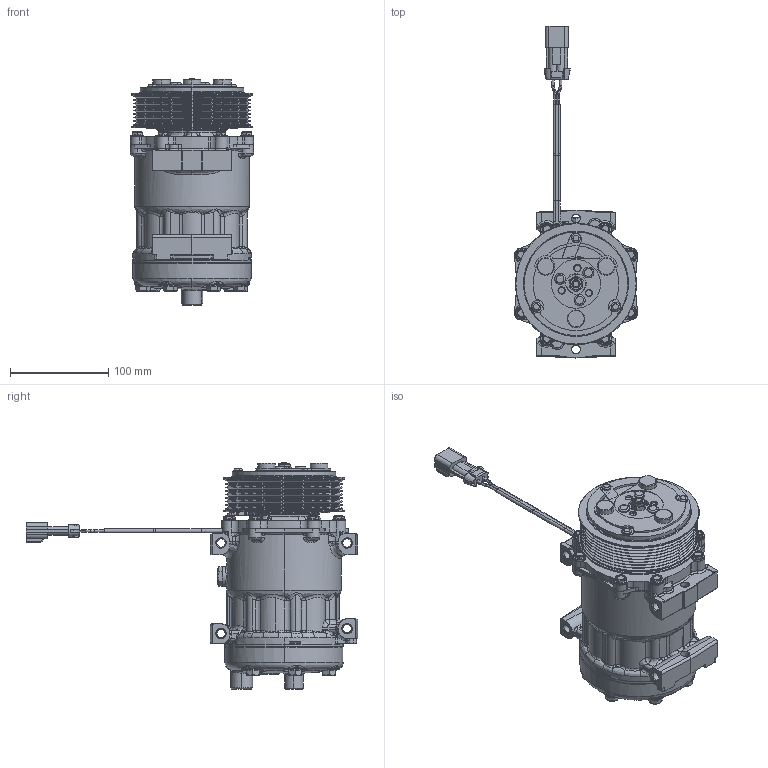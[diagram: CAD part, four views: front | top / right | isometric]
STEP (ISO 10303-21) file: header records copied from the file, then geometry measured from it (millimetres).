
FILE_DESCRIPTION (( 'STEP AP203' ), '1' );
FILE_NAME ('4404.STEP', '2009-01-12T21:39:58', ( '' ), ( '' ), 'SwSTEP 2.0', 'SolidWorks 2007', '' );
FILE_SCHEMA (( 'CONFIG_CONTROL_DESIGN' ));
Length unit declared in the file: millimetre
Products named in the file (1): 4404
Bounding box: 125 x 336.91 x 229.74 mm (x, y, z)
Volume: 2180930.7 mm3; surface area: 252633.1 mm2
Topology: 1 solids, 3 shells, 2546 faces, 7467 edges, 4932 vertices
Faces by surface type: bspline 772, cylinder 730, plane 672, cone 290, torus 82
Entity records: 200529 total; most frequent: CARTESIAN_POINT 141111, ORIENTED_EDGE 14856, DIRECTION 9371, EDGE_CURVE 7428, VERTEX_POINT 4932, AXIS2_PLACEMENT_3D 3696, B_SPLINE_CURVE_WITH_KNOTS 3263, EDGE_LOOP 2694
